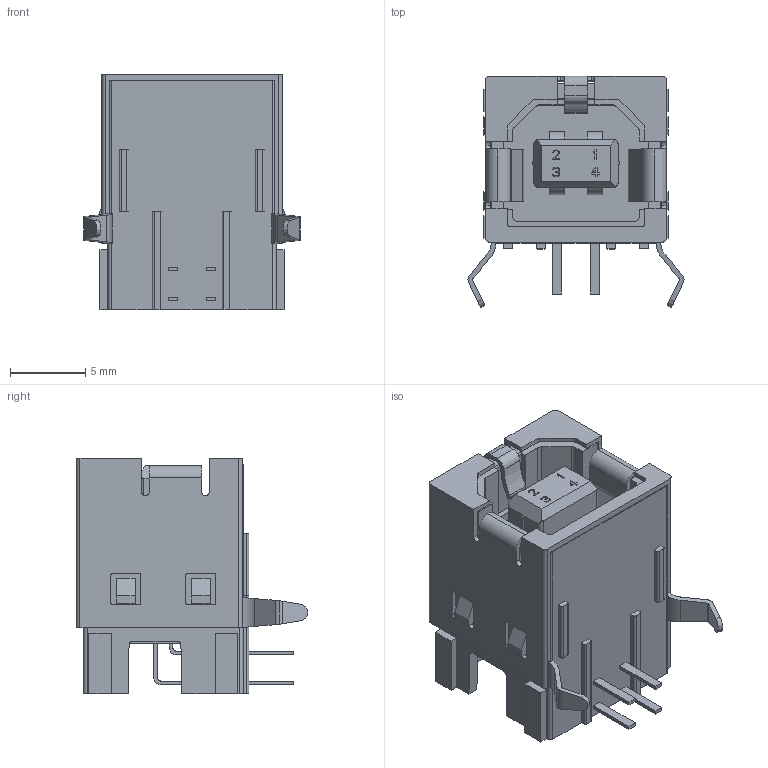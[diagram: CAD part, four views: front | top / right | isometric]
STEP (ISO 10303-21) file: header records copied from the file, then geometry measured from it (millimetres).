
FILE_DESCRIPTION(('STEP AP242'),'1');
FILE_NAME('292304-1.stp','2021-01-22T09:42:08',('TraceParts'),('TraceParts S.A.'),'Spatial InterOp 3D',' ',' ');
FILE_SCHEMA(('AP242_MANAGED_MODEL_BASED_3D_ENGINEERING_MIM_LF {1 0 10303 442 1 1 4}'));
Length unit declared in the file: millimetre
Products named in the file (1): 292304-1
Bounding box: 14.39 x 15.42 x 15.7 mm (x, y, z)
Volume: 1134.8 mm3; surface area: 2521.4 mm2
Topology: 1 solids, 1 shells, 490 faces, 1404 edges, 934 vertices
Faces by surface type: plane 367, cylinder 123
Entity records: 16021 total; most frequent: CARTESIAN_POINT 3005, ORIENTED_EDGE 2808, DIRECTION 2560, EDGE_CURVE 1404, LINE 1150, VECTOR 1150, VERTEX_POINT 934, AXIS2_PLACEMENT_3D 705
